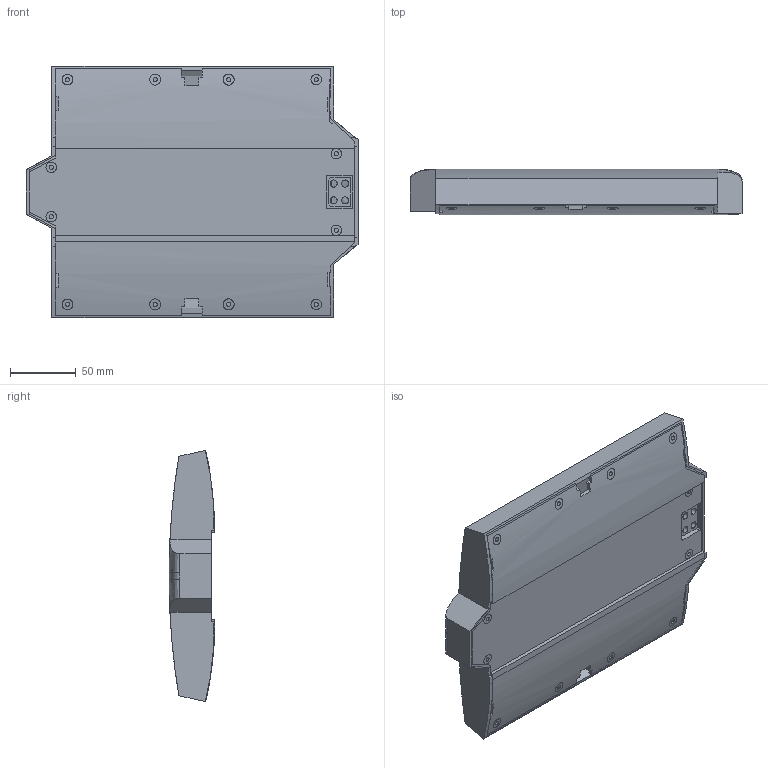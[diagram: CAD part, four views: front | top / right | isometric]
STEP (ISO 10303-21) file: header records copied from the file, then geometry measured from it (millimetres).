
FILE_DESCRIPTION (( 'STEP AP214' ), '1' );
FILE_NAME ('sbx batt asm v1 model for testing.STEP', '2021-12-24T23:46:00', ( '' ), ( '' ), 'SwSTEP 2.0', 'SolidWorks 2019', '' );
FILE_SCHEMA (( 'AUTOMOTIVE_DESIGN' ));
Length unit declared in the file: millimetre
Products named in the file (5): sbx batt output plug; sbx batt asm v1 model for testing; batt case bottom; SBX BMS; batt case top
Assembly tree (4 placements, depth 2):
  sbx batt asm v1 model for testing
    batt case bottom
    batt case top
    SBX BMS
    sbx batt output plug
Bounding box: 252.41 x 34.72 x 191 mm (x, y, z)
Volume: 305102.5 mm3; surface area: 250379 mm2
Topology: 16 solids, 16 shells, 442 faces, 1144 edges, 756 vertices
Faces by surface type: plane 231, cylinder 199, bspline 12
Entity records: 17412 total; most frequent: CARTESIAN_POINT 5811, ORIENTED_EDGE 2288, DIRECTION 2156, EDGE_CURVE 1144, AXIS2_PLACEMENT_3D 759, VERTEX_POINT 756, LINE 638, VECTOR 638
